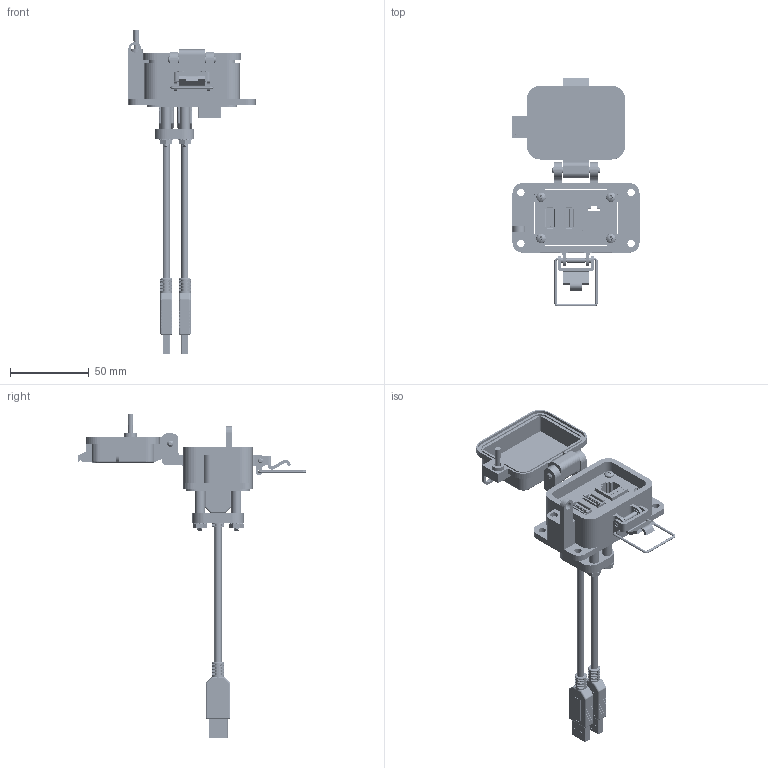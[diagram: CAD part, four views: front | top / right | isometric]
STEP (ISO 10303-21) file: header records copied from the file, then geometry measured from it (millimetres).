
FILE_DESCRIPTION (( 'STEP AP214' ), '1' );
FILE_NAME ('P-P11#2R2-B3RX_3D.STEP', '2017-11-07T13:45:02', ( '' ), ( '' ), 'SwSTEP 2.0', 'SolidWorks 2017', '' );
FILE_SCHEMA (( 'AUTOMOTIVE_DESIGN' ));
Length unit declared in the file: millimetre
Products named in the file (15): Z-H-B3_B; R2; Z-300-RJ45CAT5; P-P11#2R2-B3RX_FP; Z_002_632516HN_90675A007; Z_001_SPR114_94639A210; Z_000_632134FH_91771A156; P-P11#2R2-B3RX_TP2; P11; Z-020-3047; 90272A106_ZINC-PLTD STL PAN HEAD PHILLIPS MACHINE SCREW_90272A106; P-P11#2R2-B3RX_TP1; P-P11#2R2-B3RX_BP; P-P11#2R2-B3RX_3D; 92005A124_METRIC PAN HEAD PHILLIPS MACHINE SCREW_92005A124
Assembly tree (27 placements, depth 3):
  P-P11#2R2-B3RX_3D
    P-P11#2R2-B3RX_BP
    P-P11#2R2-B3RX_TP1
    90272A106_ZINC-PLTD STL PAN HEAD PHILLIPS MACHINE SCREW_90272A106
    P11  x2
      Z-020-3047
    P-P11#2R2-B3RX_TP2
    Z_000_632134FH_91771A156  x4
    Z_001_SPR114_94639A210  x4
    Z_002_632516HN_90675A007  x4
    P-P11#2R2-B3RX_FP
    R2
      Z-300-RJ45CAT5
    Z-H-B3_B
    92005A124_METRIC PAN HEAD PHILLIPS MACHINE SCREW_92005A124  x4
Bounding box: 80.57 x 145.03 x 205.51 mm (x, y, z)
Volume: 89986.7 mm3; surface area: 81238.8 mm2
Topology: 44 solids, 44 shells, 4835 faces, 13793 edges, 9075 vertices
Faces by surface type: cylinder 2287, plane 1918, bspline 383, cone 217, torus 20, sphere 10
Entity records: 108266 total; most frequent: CARTESIAN_POINT 34138, ORIENTED_EDGE 13768, DIRECTION 11119, EDGE_CURVE 6884, VERTEX_POINT 4542, LINE 4003, VECTOR 4003, AXIS2_PLACEMENT_3D 3558
